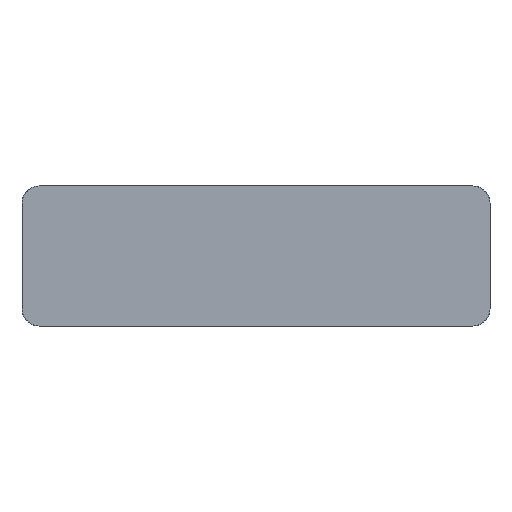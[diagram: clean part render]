
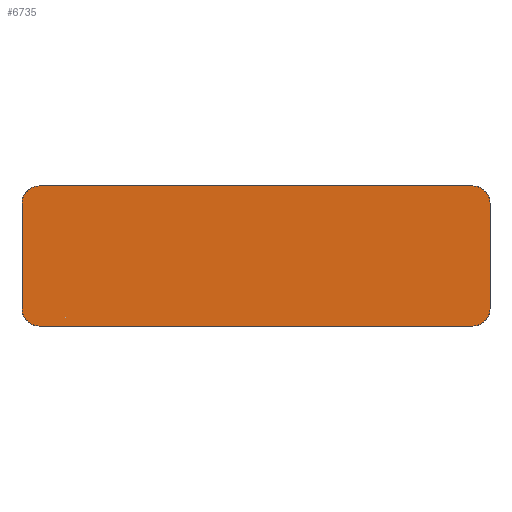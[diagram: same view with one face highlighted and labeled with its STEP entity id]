
A CAD part, front view. The second image highlights one B-rep face of the part: STEP entity #6735.
In plain terms, the highlighted planar face has unit normal (0, -1, 0).
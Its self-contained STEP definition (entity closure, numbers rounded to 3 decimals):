
#9=CARTESIAN_POINT('',(63.5,-34.,15.5));
#10=DIRECTION('',(0.,-1.,0.));
#11=DIRECTION('',(1.,0.,0.));
#12=AXIS2_PLACEMENT_3D('',#9,#10,#11);
#14=CARTESIAN_POINT('',(63.5,-34.,-15.5));
#15=DIRECTION('',(0.,-1.,0.));
#16=DIRECTION('',(0.,0.,-1.));
#17=AXIS2_PLACEMENT_3D('',#14,#15,#16);
#19=DIRECTION('',(1.,0.,0.));
#20=VECTOR('',#19,127.);
#21=CARTESIAN_POINT('',(-63.5,-34.,-20.5));
#22=LINE('',#21,#20);
#23=CARTESIAN_POINT('',(-63.5,-34.,-15.5));
#24=DIRECTION('',(0.,-1.,0.));
#25=DIRECTION('',(-1.,0.,0.));
#26=AXIS2_PLACEMENT_3D('',#23,#24,#25);
#28=CARTESIAN_POINT('',(-63.5,-34.,15.5));
#29=DIRECTION('',(0.,-1.,0.));
#30=DIRECTION('',(0.,0.,1.));
#31=AXIS2_PLACEMENT_3D('',#28,#29,#30);
#33=DIRECTION('',(1.,0.,0.));
#34=VECTOR('',#33,127.);
#35=CARTESIAN_POINT('',(-63.5,-34.,20.5));
#36=LINE('',#35,#34);
#53=DIRECTION('',(0.,0.,1.));
#54=VECTOR('',#53,31.);
#55=CARTESIAN_POINT('',(68.5,-34.,-15.5));
#56=LINE('',#55,#54);
#884=DIRECTION('',(0.,0.,-1.));
#885=VECTOR('',#884,31.);
#886=CARTESIAN_POINT('',(-68.5,-34.,15.5));
#887=LINE('',#886,#885);
#6551=CARTESIAN_POINT('',(68.5,-34.,15.5));
#6552=CARTESIAN_POINT('',(63.5,-34.,20.5));
#6553=VERTEX_POINT('',#6551);
#6554=VERTEX_POINT('',#6552);
#6570=CARTESIAN_POINT('',(63.5,-34.,-20.5));
#6571=CARTESIAN_POINT('',(68.5,-34.,-15.5));
#6572=VERTEX_POINT('',#6570);
#6573=VERTEX_POINT('',#6571);
#6575=CARTESIAN_POINT('',(-68.5,-34.,-15.5));
#6576=CARTESIAN_POINT('',(-63.5,-34.,-20.5));
#6577=VERTEX_POINT('',#6575);
#6578=VERTEX_POINT('',#6576);
#6608=CARTESIAN_POINT('',(-63.5,-34.,20.5));
#6609=CARTESIAN_POINT('',(-68.5,-34.,15.5));
#6610=VERTEX_POINT('',#6608);
#6611=VERTEX_POINT('',#6609);
#6714=CARTESIAN_POINT('',(0.,-34.,0.));
#6715=DIRECTION('',(0.,-1.,0.));
#6716=DIRECTION('',(1.,0.,0.));
#6717=AXIS2_PLACEMENT_3D('',#6714,#6715,#6716);
#6718=PLANE('',#6717);
#6719=ORIENTED_EDGE('',*,*,#6704,.F.);
#6721=ORIENTED_EDGE('',*,*,#6720,.F.);
#6723=ORIENTED_EDGE('',*,*,#6722,.F.);
#6725=ORIENTED_EDGE('',*,*,#6724,.F.);
#6727=ORIENTED_EDGE('',*,*,#6726,.F.);
#6729=ORIENTED_EDGE('',*,*,#6728,.F.);
#6731=ORIENTED_EDGE('',*,*,#6730,.F.);
#6732=ORIENTED_EDGE('',*,*,#6690,.T.);
#6733=EDGE_LOOP('',(#6719,#6721,#6723,#6725,#6727,#6729,#6731,#6732));
#6734=FACE_OUTER_BOUND('',#6733,.F.);
#6735=ADVANCED_FACE('',(#6734),#6718,.T.);
#13=CIRCLE('',#12,5.);
#18=CIRCLE('',#17,5.);
#27=CIRCLE('',#26,5.);
#32=CIRCLE('',#31,5.);
#6690=EDGE_CURVE('',#6610,#6554,#36,.T.);
#6704=EDGE_CURVE('',#6553,#6554,#13,.T.);
#6720=EDGE_CURVE('',#6573,#6553,#56,.T.);
#6722=EDGE_CURVE('',#6572,#6573,#18,.T.);
#6724=EDGE_CURVE('',#6578,#6572,#22,.T.);
#6726=EDGE_CURVE('',#6577,#6578,#27,.T.);
#6728=EDGE_CURVE('',#6611,#6577,#887,.T.);
#6730=EDGE_CURVE('',#6610,#6611,#32,.T.);
